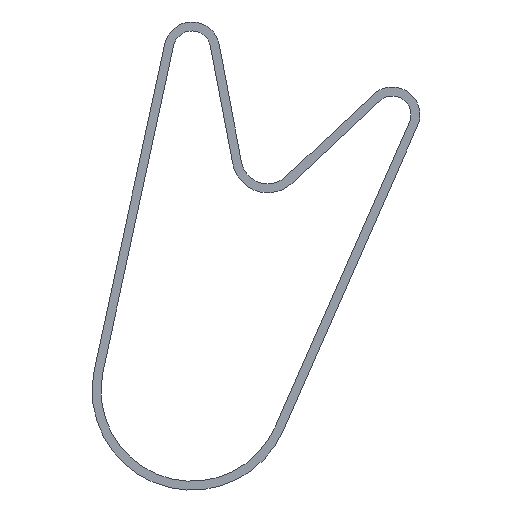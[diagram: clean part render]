
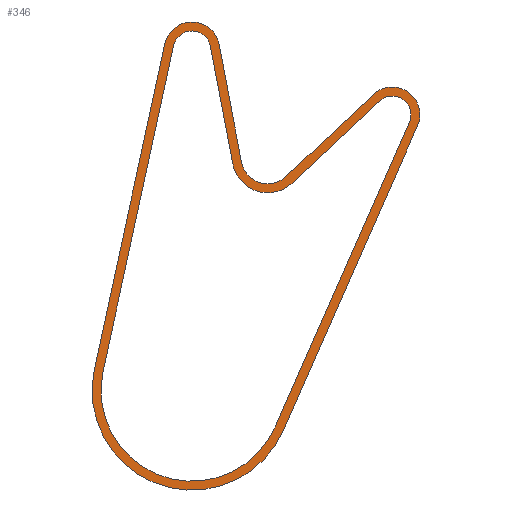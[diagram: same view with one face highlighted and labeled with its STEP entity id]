
A CAD part, left-side view. The second image highlights one B-rep face of the part: STEP entity #346.
In plain terms, the highlighted planar face has unit normal (-1, 0, 0).
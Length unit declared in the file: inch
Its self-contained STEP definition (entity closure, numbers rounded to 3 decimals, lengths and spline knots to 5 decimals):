
#16=FACE_BOUND('',#64,.T.);
#26=PLANE('',#394);
#44=FACE_OUTER_BOUND('',#63,.T.);
#63=EDGE_LOOP('',(#305,#306,#307,#308,#309,#310,#311,#312));
#64=EDGE_LOOP('',(#313,#314,#315,#316,#317,#318,#319,#320));
#67=LINE('',#509,#99);
#71=LINE('',#521,#103);
#75=LINE('',#533,#107);
#79=LINE('',#544,#111);
#83=LINE('',#557,#115);
#87=LINE('',#569,#119);
#91=LINE('',#581,#123);
#95=LINE('',#592,#127);
#99=VECTOR('',#407,0.3937);
#103=VECTOR('',#419,0.3937);
#107=VECTOR('',#431,0.3937);
#111=VECTOR('',#443,0.3937);
#115=VECTOR('',#455,0.3937);
#119=VECTOR('',#467,0.3937);
#123=VECTOR('',#479,0.3937);
#127=VECTOR('',#491,0.3937);
#129=CIRCLE('',#362,0.85308);
#131=CIRCLE('',#366,0.17636);
#133=CIRCLE('',#370,0.33386);
#135=CIRCLE('',#374,0.17636);
#137=CIRCLE('',#378,0.26022);
#139=CIRCLE('',#382,0.25);
#141=CIRCLE('',#386,0.26022);
#143=CIRCLE('',#390,0.93694);
#145=VERTEX_POINT('',#499);
#146=VERTEX_POINT('',#500);
#149=VERTEX_POINT('',#508);
#151=VERTEX_POINT('',#514);
#153=VERTEX_POINT('',#520);
#155=VERTEX_POINT('',#526);
#157=VERTEX_POINT('',#532);
#159=VERTEX_POINT('',#538);
#161=VERTEX_POINT('',#547);
#162=VERTEX_POINT('',#548);
#165=VERTEX_POINT('',#556);
#167=VERTEX_POINT('',#562);
#169=VERTEX_POINT('',#568);
#171=VERTEX_POINT('',#574);
#173=VERTEX_POINT('',#580);
#175=VERTEX_POINT('',#586);
#177=EDGE_CURVE('',#145,#146,#129,.T.);
#181=EDGE_CURVE('',#149,#145,#67,.T.);
#184=EDGE_CURVE('',#151,#149,#131,.T.);
#187=EDGE_CURVE('',#153,#151,#71,.T.);
#190=EDGE_CURVE('',#155,#153,#133,.T.);
#193=EDGE_CURVE('',#157,#155,#75,.T.);
#196=EDGE_CURVE('',#159,#157,#135,.T.);
#199=EDGE_CURVE('',#146,#159,#79,.T.);
#201=EDGE_CURVE('',#161,#162,#137,.T.);
#205=EDGE_CURVE('',#161,#165,#83,.T.);
#208=EDGE_CURVE('',#165,#167,#139,.T.);
#211=EDGE_CURVE('',#169,#167,#87,.T.);
#214=EDGE_CURVE('',#171,#169,#141,.T.);
#217=EDGE_CURVE('',#171,#173,#91,.T.);
#220=EDGE_CURVE('',#175,#173,#143,.T.);
#223=EDGE_CURVE('',#162,#175,#95,.T.);
#305=ORIENTED_EDGE('',*,*,#223,.F.);
#306=ORIENTED_EDGE('',*,*,#201,.F.);
#307=ORIENTED_EDGE('',*,*,#205,.T.);
#308=ORIENTED_EDGE('',*,*,#208,.T.);
#309=ORIENTED_EDGE('',*,*,#211,.F.);
#310=ORIENTED_EDGE('',*,*,#214,.F.);
#311=ORIENTED_EDGE('',*,*,#217,.T.);
#312=ORIENTED_EDGE('',*,*,#220,.F.);
#313=ORIENTED_EDGE('',*,*,#199,.F.);
#314=ORIENTED_EDGE('',*,*,#177,.F.);
#315=ORIENTED_EDGE('',*,*,#181,.F.);
#316=ORIENTED_EDGE('',*,*,#184,.F.);
#317=ORIENTED_EDGE('',*,*,#187,.F.);
#318=ORIENTED_EDGE('',*,*,#190,.F.);
#319=ORIENTED_EDGE('',*,*,#193,.F.);
#320=ORIENTED_EDGE('',*,*,#196,.F.);
#346=ADVANCED_FACE('',(#44,#16),#26,.F.);
#362=AXIS2_PLACEMENT_3D('',#501,#399,#400);
#366=AXIS2_PLACEMENT_3D('',#515,#412,#413);
#370=AXIS2_PLACEMENT_3D('',#527,#424,#425);
#374=AXIS2_PLACEMENT_3D('',#539,#436,#437);
#378=AXIS2_PLACEMENT_3D('',#549,#447,#448);
#382=AXIS2_PLACEMENT_3D('',#563,#460,#461);
#386=AXIS2_PLACEMENT_3D('',#575,#472,#473);
#390=AXIS2_PLACEMENT_3D('',#587,#484,#485);
#394=AXIS2_PLACEMENT_3D('',#595,#495,#496);
#399=DIRECTION('center_axis',(-1.,0.,0.));
#400=DIRECTION('ref_axis',(0.,-0.915,-0.403));
#407=DIRECTION('',(0.,0.212,-0.977));
#412=DIRECTION('center_axis',(-1.,0.,0.));
#413=DIRECTION('ref_axis',(0.,0.977,0.212));
#419=DIRECTION('',(0.,0.186,0.982));
#424=DIRECTION('center_axis',(1.,0.,0.));
#425=DIRECTION('ref_axis',(0.,-0.685,-0.728));
#431=DIRECTION('',(0.,0.728,-0.685));
#436=DIRECTION('center_axis',(-1.,0.,0.));
#437=DIRECTION('ref_axis',(0.,0.685,0.728));
#443=DIRECTION('',(0.,-0.403,0.915));
#447=DIRECTION('center_axis',(1.,0.,0.));
#448=DIRECTION('ref_axis',(0.,0.685,0.728));
#455=DIRECTION('',(0.,0.728,-0.685));
#460=DIRECTION('center_axis',(1.,0.,0.));
#461=DIRECTION('ref_axis',(0.,-0.685,-0.728));
#467=DIRECTION('',(0.,-0.186,-0.982));
#472=DIRECTION('center_axis',(1.,0.,0.));
#473=DIRECTION('ref_axis',(0.,0.977,0.212));
#479=DIRECTION('',(0.,0.212,-0.977));
#484=DIRECTION('center_axis',(1.,0.,0.));
#485=DIRECTION('ref_axis',(0.,-0.915,-0.403));
#491=DIRECTION('',(0.,0.403,-0.915));
#495=DIRECTION('center_axis',(1.,0.,0.));
#496=DIRECTION('ref_axis',(0.,0.,-1.));
#499=CARTESIAN_POINT('',(0.,0.83374,0.18063));
#500=CARTESIAN_POINT('',(0.,-0.78068,-0.34393));
#501=CARTESIAN_POINT('Origin',(0.,0.,0.));
#508=CARTESIAN_POINT('',(0.,0.17236,3.23345));
#509=CARTESIAN_POINT('',(0.,0.17236,3.23345));
#514=CARTESIAN_POINT('',(0.,-0.17327,3.22899));
#515=CARTESIAN_POINT('Origin',(0.,0.,3.19611));
#520=CARTESIAN_POINT('',(0.,-0.38273,2.12519));
#521=CARTESIAN_POINT('',(0.,-0.17327,3.22899));
#526=CARTESIAN_POINT('',(0.,-0.93951,1.94428));
#527=CARTESIAN_POINT('Origin',(0.,-0.71074,2.18743));
#532=CARTESIAN_POINT('',(0.,-1.75777,2.71415));
#533=CARTESIAN_POINT('',(0.,-1.75777,2.71415));
#538=CARTESIAN_POINT('',(0.,-2.04002,2.5146));
#539=CARTESIAN_POINT('Origin',(0.,-1.87862,2.5857));
#544=CARTESIAN_POINT('',(0.,-2.04002,2.5146));
#547=CARTESIAN_POINT('',(0.,-1.70031,2.77523));
#548=CARTESIAN_POINT('',(0.,-2.11676,2.48079));
#549=CARTESIAN_POINT('Origin',(0.,-1.87862,2.5857));
#556=CARTESIAN_POINT('',(0.,-0.88205,2.00535));
#557=CARTESIAN_POINT('',(0.,-1.70031,2.77523));
#562=CARTESIAN_POINT('',(0.,-0.46512,2.14082));
#563=CARTESIAN_POINT('Origin',(0.,-0.71074,2.18743));
#568=CARTESIAN_POINT('',(0.,-0.25566,3.24462));
#569=CARTESIAN_POINT('',(0.,-0.25566,3.24462));
#574=CARTESIAN_POINT('',(0.,0.25432,3.2512));
#575=CARTESIAN_POINT('Origin',(0.,0.,3.19611));
#580=CARTESIAN_POINT('',(0.,0.9157,0.19838));
#581=CARTESIAN_POINT('',(0.,0.25432,3.2512));
#586=CARTESIAN_POINT('',(0.,-0.85742,-0.37774));
#587=CARTESIAN_POINT('Origin',(0.,0.,0.));
#592=CARTESIAN_POINT('',(0.,-2.11676,2.48079));
#595=CARTESIAN_POINT('Origin',(0.,-0.60095,1.25969));
